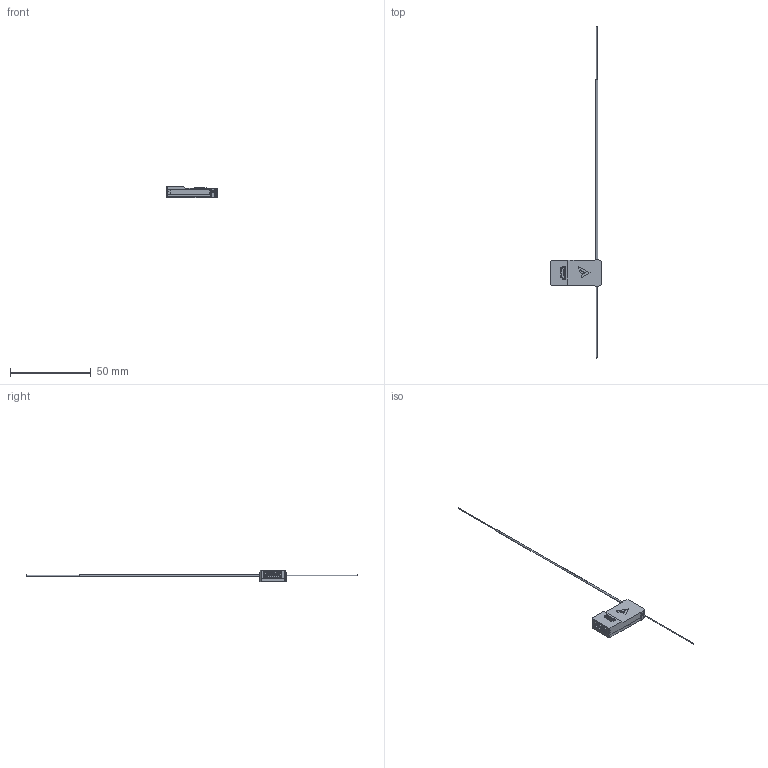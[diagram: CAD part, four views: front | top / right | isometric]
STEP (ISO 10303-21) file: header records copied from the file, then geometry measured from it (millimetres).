
FILE_DESCRIPTION(/* description */ (''),/* implementation_level */ '2;1');
FILE_NAME(/* name */ 'IDME Pro v15.step',/* time_stamp */ '2024-01-24T08:43:22+01:00',/* author */ (''),/* organization */ (''),/* preprocessor_version */ 'ST-DEVELOPER v20',/* originating_system */ 'Autodesk Translation Framework v12.14.0.127',/* authorisation */ '');
FILE_SCHEMA (('AUTOMOTIVE_DESIGN { 1 0 10303 214 3 1 1 }'));
Products named in the file (21): IDME Pro; IDME Pro Label; idmepro v2; TT-SC1a; PCB_SC1a; SC_shield_3D; SM06B-GHS-TB; USB Micro H SMT.STEP; USB3160_30_0170_0_C_3.STEP; USB3160_30_0170_0_C_5.STEP; U.FL-R-SMT-1; PCB_AERO.STEP; ANT_WIFI_UFL; U.FL; C-2015699-1_1_ASM; ANT_GNSS_UFL; U.FL_1; C-2015699-1_1_ASM_1; C-2015699-1_1_1; IDME_Pro_case_top.STEP; IDME_Pro_case_bottom.STEP
Assembly tree (22 placements, depth 5):
  IDME Pro
    IDME Pro Label
      idmepro v2
    TT-SC1a
      PCB_SC1a
      SC_shield_3D
    SM06B-GHS-TB
    USB Micro H SMT.STEP
      USB3160_30_0170_0_C_3.STEP
      USB3160_30_0170_0_C_5.STEP
    U.FL-R-SMT-1  x2
    PCB_AERO.STEP
    ANT_WIFI_UFL
      U.FL
        C-2015699-1_1_ASM
          C-2015699-1_1_1
    ANT_GNSS_UFL
      U.FL_1
        C-2015699-1_1_ASM_1
          C-2015699-1_1_1
    IDME_Pro_case_top.STEP
    IDME_Pro_case_bottom.STEP
Bounding box: 31.5 x 206.11 x 7.4 mm (x, y, z)
Volume: 2253 mm3; surface area: 7622.7 mm2
Topology: 24 solids, 24 shells, 5085 faces, 14310 edges, 9449 vertices
Faces by surface type: plane 3512, cylinder 1476, cone 50, torus 20, bspline 19, sphere 8
Full cylindrical faces by diameter (mm): 0.245 x4, 0.5 x2, 0.66 x3, 0.75 x1, 0.8 x1, 0.81 x2, 0.9 x6, 1.1 x1, 1.5 x2, 1.7 x2, 1.86 x2, 1.9 x2, 2 x4, 2.29 x2, 2.69 x2
Entity records: 159354 total; most frequent: CARTESIAN_POINT 29193, ORIENTED_EDGE 27558, DIRECTION 26454, EDGE_CURVE 13779, LINE 10778, VECTOR 10778, VERTEX_POINT 9111, AXIS2_PLACEMENT_3D 7838
